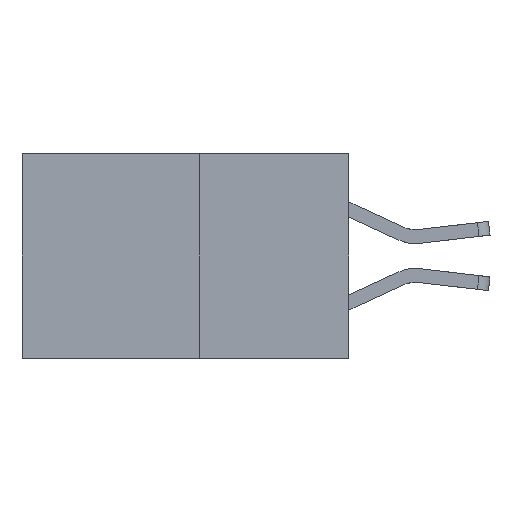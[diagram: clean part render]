
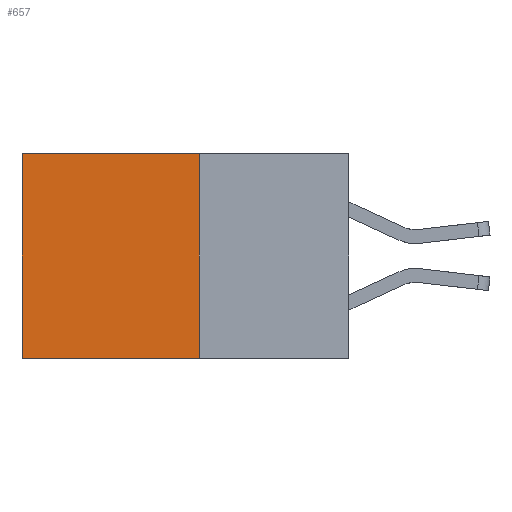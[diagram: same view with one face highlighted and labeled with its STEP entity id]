
A CAD part, left-side view. The second image highlights one B-rep face of the part: STEP entity #657.
In plain terms, the highlighted planar face has unit normal (-1, 0, 0).
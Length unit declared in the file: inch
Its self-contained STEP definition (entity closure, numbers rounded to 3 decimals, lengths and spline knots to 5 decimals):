
#657 = ADVANCED_FACE ( 'NONE', ( #6502 ), #9015, .F. ) ;
#864 = CARTESIAN_POINT ( 'NONE',  ( 0.277, 0.27, -0.37 ) ) ;
#1391 = CARTESIAN_POINT ( 'NONE',  ( 0.277, 0.27, 0. ) ) ;
#1566 = LINE ( 'NONE', #1391, #10534 ) ;
#1606 = VERTEX_POINT ( 'NONE', #5929 ) ;
#1847 = CARTESIAN_POINT ( 'NONE',  ( 0.277, 0.27, -0.37 ) ) ;
#1948 = ORIENTED_EDGE ( 'NONE', *, *, #5688, .F. ) ;
#2100 = VECTOR ( 'NONE', #6045, 39.37008 ) ;
#2449 = LINE ( 'NONE', #8763, #4864 ) ;
#2518 = EDGE_CURVE ( 'NONE', #10821, #1606, #9337, .T. ) ;
#2662 = VERTEX_POINT ( 'NONE', #2913 ) ;
#2913 = CARTESIAN_POINT ( 'NONE',  ( 0.277, 0.27, 0. ) ) ;
#3507 = ORIENTED_EDGE ( 'NONE', *, *, #2518, .F. ) ;
#4143 = DIRECTION ( 'NONE',  ( 0., 1., 0. ) ) ;
#4429 = LINE ( 'NONE', #864, #11392 ) ;
#4501 = DIRECTION ( 'NONE',  ( 0., 0., -1. ) ) ;
#4634 = EDGE_LOOP ( 'NONE', ( #9602, #3507, #1948, #7737 ) ) ;
#4864 = VECTOR ( 'NONE', #5061, 39.37008 ) ;
#5061 = DIRECTION ( 'NONE',  ( 0., 0., -1. ) ) ;
#5429 = EDGE_CURVE ( 'NONE', #11309, #1606, #2449, .T. ) ;
#5688 = EDGE_CURVE ( 'NONE', #2662, #10821, #4429, .T. ) ;
#5929 = CARTESIAN_POINT ( 'NONE',  ( 0.277, 0.59, -0.37 ) ) ;
#6045 = DIRECTION ( 'NONE',  ( 0., 1., 0. ) ) ;
#6088 = CARTESIAN_POINT ( 'NONE',  ( 0.277, 0.27, -0.37 ) ) ;
#6502 = FACE_OUTER_BOUND ( 'NONE', #4634, .T. ) ;
#6673 = CARTESIAN_POINT ( 'NONE',  ( 0.277, 0.59, 0. ) ) ;
#6879 = AXIS2_PLACEMENT_3D ( 'NONE', #9133, #9167, #9770 ) ;
#7737 = ORIENTED_EDGE ( 'NONE', *, *, #11466, .T. ) ;
#8763 = CARTESIAN_POINT ( 'NONE',  ( 0.277, 0.59, -0.37 ) ) ;
#9015 = PLANE ( 'NONE',  #6879 ) ;
#9133 = CARTESIAN_POINT ( 'NONE',  ( 0.277, 0.27, -0.37 ) ) ;
#9167 = DIRECTION ( 'NONE',  ( 1., 0., 0. ) ) ;
#9337 = LINE ( 'NONE', #6088, #2100 ) ;
#9602 = ORIENTED_EDGE ( 'NONE', *, *, #5429, .T. ) ;
#9770 = DIRECTION ( 'NONE',  ( 0., 0., -1. ) ) ;
#10534 = VECTOR ( 'NONE', #4143, 39.37008 ) ;
#10821 = VERTEX_POINT ( 'NONE', #1847 ) ;
#11309 = VERTEX_POINT ( 'NONE', #6673 ) ;
#11392 = VECTOR ( 'NONE', #4501, 39.37008 ) ;
#11466 = EDGE_CURVE ( 'NONE', #2662, #11309, #1566, .T. ) ;
